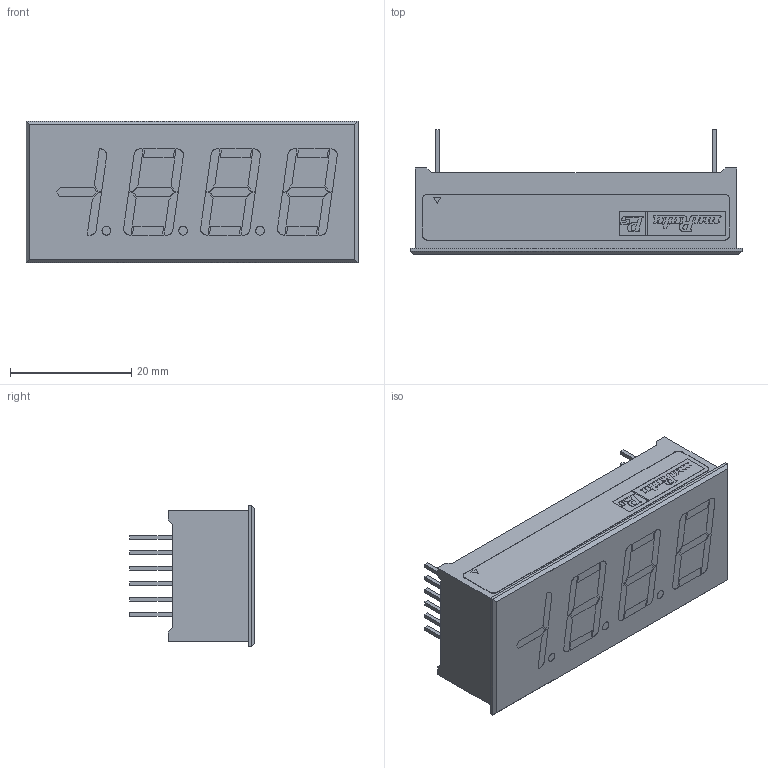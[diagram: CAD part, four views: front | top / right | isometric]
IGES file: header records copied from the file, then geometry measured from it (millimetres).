
Start section: SolidWorks IGES file using analytic representation for surfaces
Global section: file name: mps_dpm_dms30dr.IGS; native system: SolidWorks 2011; preprocessor: SolidWorks 2011; author: dbrennan; date: 110913.150503; units: inch
Bounding box: 54.8 x 20.58 x 23.43 mm (x, y, z)
Surface area: 14243.7 mm2 (no closed solid volume)
Topology: 0 solids, 0 shells, 784 faces, 6526 edges, 6526 vertices
Faces by surface type: bspline 515, revolution 269
